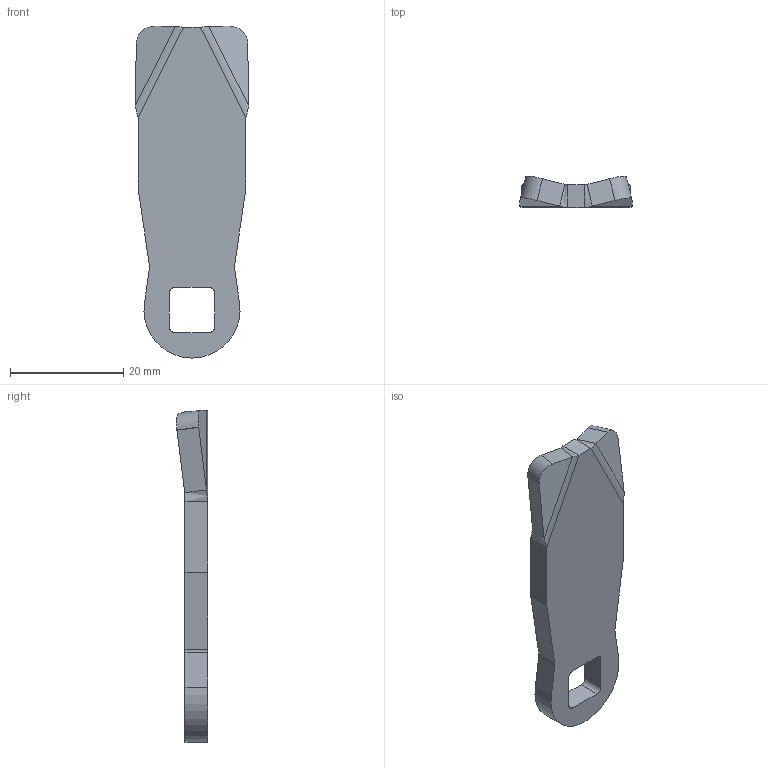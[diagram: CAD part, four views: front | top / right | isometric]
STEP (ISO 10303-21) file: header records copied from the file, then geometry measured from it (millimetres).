
FILE_DESCRIPTION (( 'STEP AP203' ), '1' );
FILE_NAME ('1060 DIL.STEP', '2022-07-06T12:53:24', ( '' ), ( '' ), 'SwSTEP 2.0', 'SolidWorks 2021', '' );
FILE_SCHEMA (( 'CONFIG_CONTROL_DESIGN' ));
Length unit declared in the file: millimetre
Products named in the file (1): 1060 DIL
Bounding box: 20.07 x 5.51 x 58.74 mm (x, y, z)
Volume: 3798.9 mm3; surface area: 2599.6 mm2
Topology: 1 solids, 1 shells, 67 faces, 167 edges, 106 vertices
Faces by surface type: plane 27, bspline 24, cylinder 16
Entity records: 3286 total; most frequent: CARTESIAN_POINT 1757, ORIENTED_EDGE 334, DIRECTION 231, EDGE_CURVE 167, VERTEX_POINT 106, LINE 95, VECTOR 95, EDGE_LOOP 73
